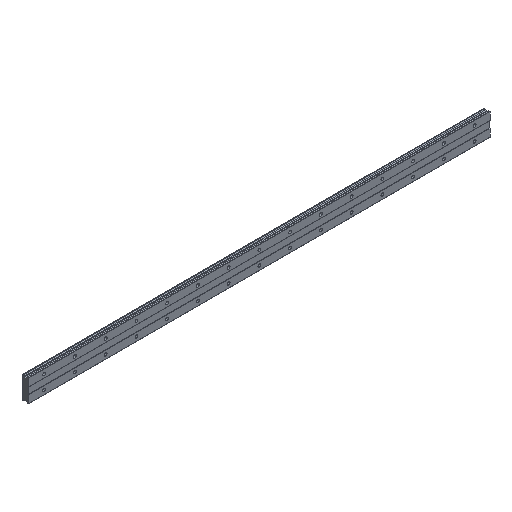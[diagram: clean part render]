
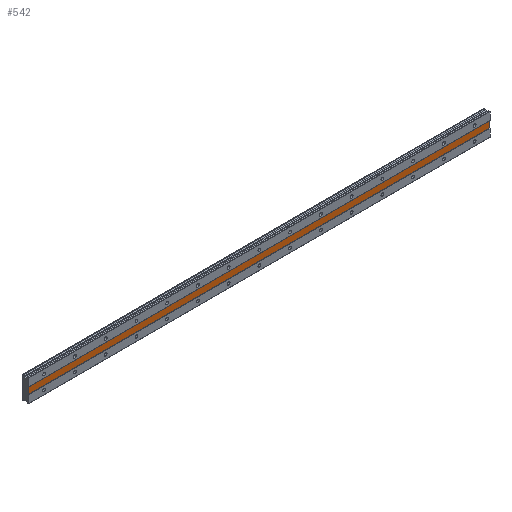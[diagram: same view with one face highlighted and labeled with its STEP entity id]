
A CAD part, isometric view. The second image highlights one B-rep face of the part: STEP entity #542.
In plain terms, the highlighted planar face has unit normal (0, -1, 0).
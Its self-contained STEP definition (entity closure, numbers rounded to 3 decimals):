
#129 = CARTESIAN_POINT ( 'NONE',  ( 725., 0.5, 18.34 ) ) ;
#229 = VERTEX_POINT ( 'NONE', #1702 ) ;
#249 = DIRECTION ( 'NONE',  ( 0., 0., -1. ) ) ;
#431 = ORIENTED_EDGE ( 'NONE', *, *, #3303, .T. ) ;
#542 = ADVANCED_FACE ( 'NONE', ( #4410 ), #2751, .F. ) ;
#618 = ORIENTED_EDGE ( 'NONE', *, *, #3477, .T. ) ;
#788 = CARTESIAN_POINT ( 'NONE',  ( 725., 0.5, 5. ) ) ;
#814 = CARTESIAN_POINT ( 'NONE',  ( 725., 0.5, 5. ) ) ;
#1094 = VERTEX_POINT ( 'NONE', #2866 ) ;
#1702 = CARTESIAN_POINT ( 'NONE',  ( 725., 0.5, 5. ) ) ;
#1706 = DIRECTION ( 'NONE',  ( -1., 0., 0. ) ) ;
#1851 = VERTEX_POINT ( 'NONE', #4551 ) ;
#1872 = VECTOR ( 'NONE', #249, 1000. ) ;
#2275 = CARTESIAN_POINT ( 'NONE',  ( -25., 0.5, 18.34 ) ) ;
#2699 = VECTOR ( 'NONE', #3243, 1000. ) ;
#2725 = AXIS2_PLACEMENT_3D ( 'NONE', #814, #5693, #4797 ) ;
#2751 = PLANE ( 'NONE',  #2725 ) ;
#2831 = ORIENTED_EDGE ( 'NONE', *, *, #3470, .F. ) ;
#2852 = VECTOR ( 'NONE', #1706, 1000. ) ;
#2866 = CARTESIAN_POINT ( 'NONE',  ( -25., 0.5, 5. ) ) ;
#3243 = DIRECTION ( 'NONE',  ( -1., 0., 0. ) ) ;
#3303 = EDGE_CURVE ( 'NONE', #229, #1094, #4803, .T. ) ;
#3470 = EDGE_CURVE ( 'NONE', #3490, #1851, #3649, .T. ) ;
#3477 = EDGE_CURVE ( 'NONE', #1094, #1851, #4082, .T. ) ;
#3490 = VERTEX_POINT ( 'NONE', #5430 ) ;
#3649 = LINE ( 'NONE', #5376, #2699 ) ;
#3920 = ORIENTED_EDGE ( 'NONE', *, *, #3987, .F. ) ;
#3987 = EDGE_CURVE ( 'NONE', #229, #3490, #5085, .T. ) ;
#4082 = LINE ( 'NONE', #2275, #5603 ) ;
#4410 = FACE_OUTER_BOUND ( 'NONE', #4469, .T. ) ;
#4469 = EDGE_LOOP ( 'NONE', ( #2831, #3920, #431, #618 ) ) ;
#4551 = CARTESIAN_POINT ( 'NONE',  ( -25., 0.5, -5. ) ) ;
#4797 = DIRECTION ( 'NONE',  ( 0., 0., 1. ) ) ;
#4803 = LINE ( 'NONE', #788, #2852 ) ;
#5032 = DIRECTION ( 'NONE',  ( 0., 0., -1. ) ) ;
#5085 = LINE ( 'NONE', #129, #1872 ) ;
#5376 = CARTESIAN_POINT ( 'NONE',  ( 725., 0.5, -5. ) ) ;
#5430 = CARTESIAN_POINT ( 'NONE',  ( 725., 0.5, -5. ) ) ;
#5603 = VECTOR ( 'NONE', #5032, 1000. ) ;
#5693 = DIRECTION ( 'NONE',  ( 0., 1., 0. ) ) ;
